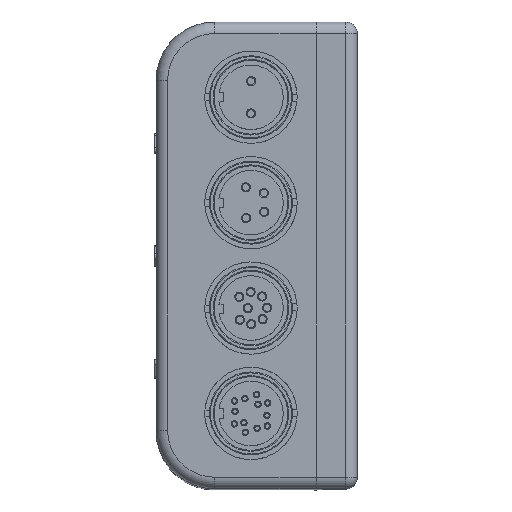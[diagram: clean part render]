
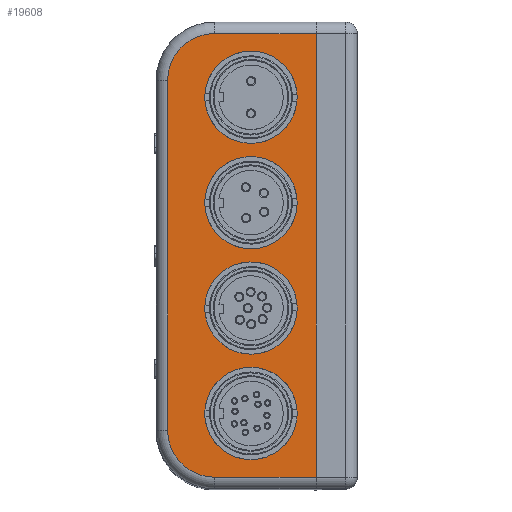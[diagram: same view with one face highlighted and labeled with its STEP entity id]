
A CAD part, top view. The second image highlights one B-rep face of the part: STEP entity #19608.
In plain terms, the highlighted planar face has unit normal (0, 0, 1).
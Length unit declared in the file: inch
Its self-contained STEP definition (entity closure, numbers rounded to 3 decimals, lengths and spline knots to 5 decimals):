
#18290=CARTESIAN_POINT('',(-0.57,-0.975,3.053));
#18291=VERTEX_POINT('',#18290);
#18300=CARTESIAN_POINT('',(0.14,-0.975,3.053));
#18301=VERTEX_POINT('',#18300);
#18302=CARTESIAN_POINT('',(-0.215,-0.975,3.053));
#18303=DIRECTION('',(0.0,0.0,-1.0));
#18304=DIRECTION('',(-1.0,0.0,0.0));
#18305=AXIS2_PLACEMENT_3D('',#18302,#18303,#18304);
#18306=CIRCLE('',#18305,0.355);
#18307=EDGE_CURVE('',#18301,#18291,#18306,.T.);
#18332=CARTESIAN_POINT('',(-0.57,-0.075,3.053));
#18333=VERTEX_POINT('',#18332);
#18342=CARTESIAN_POINT('',(0.14,-0.075,3.053));
#18343=VERTEX_POINT('',#18342);
#18344=CARTESIAN_POINT('',(-0.215,-0.075,3.053));
#18345=DIRECTION('',(0.0,0.0,-1.0));
#18346=DIRECTION('',(-1.0,0.0,0.0));
#18347=AXIS2_PLACEMENT_3D('',#18344,#18345,#18346);
#18348=CIRCLE('',#18347,0.355);
#18349=EDGE_CURVE('',#18343,#18333,#18348,.T.);
#18374=CARTESIAN_POINT('',(-0.57,0.825,3.053));
#18375=VERTEX_POINT('',#18374);
#18384=CARTESIAN_POINT('',(0.14,0.825,3.053));
#18385=VERTEX_POINT('',#18384);
#18386=CARTESIAN_POINT('',(-0.215,0.825,3.053));
#18387=DIRECTION('',(0.0,0.0,-1.0));
#18388=DIRECTION('',(-1.0,0.0,0.0));
#18389=AXIS2_PLACEMENT_3D('',#18386,#18387,#18388);
#18390=CIRCLE('',#18389,0.355);
#18391=EDGE_CURVE('',#18385,#18375,#18390,.T.);
#18416=CARTESIAN_POINT('',(-0.57,1.725,3.053));
#18417=VERTEX_POINT('',#18416);
#18426=CARTESIAN_POINT('',(0.14,1.725,3.053));
#18427=VERTEX_POINT('',#18426);
#18428=CARTESIAN_POINT('',(-0.215,1.725,3.053));
#18429=DIRECTION('',(0.0,0.0,-1.0));
#18430=DIRECTION('',(-1.0,0.0,0.0));
#18431=AXIS2_PLACEMENT_3D('',#18428,#18429,#18430);
#18432=CIRCLE('',#18431,0.355);
#18433=EDGE_CURVE('',#18427,#18417,#18432,.T.);
#19205=CARTESIAN_POINT('',(-0.772,-1.5196,3.053));
#19206=VERTEX_POINT('',#19205);
#19224=CARTESIAN_POINT('',(0.095,-1.5196,3.053));
#19225=VERTEX_POINT('',#19224);
#19233=CARTESIAN_POINT('',(0.095,-1.5196,3.053));
#19234=DIRECTION('',(-1.0,0.0,0.0));
#19235=VECTOR('',#19234,0.867);
#19236=LINE('',#19233,#19235);
#19237=EDGE_CURVE('',#19225,#19206,#19236,.T.);
#19249=CARTESIAN_POINT('',(0.4966,-1.118,3.053));
#19250=VERTEX_POINT('',#19249);
#19258=CARTESIAN_POINT('',(0.095,-1.118,3.053));
#19259=DIRECTION('',(0.0,0.0,-1.));
#19260=DIRECTION('',(0.707,-0.707,0.0));
#19261=AXIS2_PLACEMENT_3D('',#19258,#19259,#19260);
#19262=CIRCLE('',#19261,0.4016);
#19263=EDGE_CURVE('',#19250,#19225,#19262,.T.);
#19283=CARTESIAN_POINT('',(0.4966,1.868,3.053));
#19284=VERTEX_POINT('',#19283);
#19292=CARTESIAN_POINT('',(0.4966,1.868,3.053));
#19293=DIRECTION('',(0.0,-1.0,0.0));
#19294=VECTOR('',#19293,2.986);
#19295=LINE('',#19292,#19294);
#19296=EDGE_CURVE('',#19284,#19250,#19295,.T.);
#19315=CARTESIAN_POINT('',(0.095,2.2696,3.053));
#19316=VERTEX_POINT('',#19315);
#19324=CARTESIAN_POINT('',(0.095,1.868,3.053));
#19325=DIRECTION('',(0.0,0.0,-1.0));
#19326=DIRECTION('',(0.707,0.707,0.0));
#19327=AXIS2_PLACEMENT_3D('',#19324,#19325,#19326);
#19328=CIRCLE('',#19327,0.4016);
#19329=EDGE_CURVE('',#19316,#19284,#19328,.T.);
#19349=CARTESIAN_POINT('',(-0.772,2.2696,3.053));
#19350=VERTEX_POINT('',#19349);
#19358=CARTESIAN_POINT('',(-0.772,2.2696,3.053));
#19359=DIRECTION('',(1.0,0.0,0.0));
#19360=VECTOR('',#19359,0.867);
#19361=LINE('',#19358,#19360);
#19362=EDGE_CURVE('',#19350,#19316,#19361,.T.);
#19532=CARTESIAN_POINT('',(-0.772,2.2696,3.053));
#19533=DIRECTION('',(0.0,-1.0,0.0));
#19534=VECTOR('',#19533,3.7892);
#19535=LINE('',#19532,#19534);
#19536=EDGE_CURVE('',#19350,#19206,#19535,.T.);
#19555=CARTESIAN_POINT('',(0.525,2.368,3.053));
#19556=DIRECTION('',(0.0,0.0,1.0));
#19557=DIRECTION('',(1.0,0.0,0.0));
#19558=AXIS2_PLACEMENT_3D('',#19555,#19556,#19557);
#19559=PLANE('',#19558);
#19560=ORIENTED_EDGE('',*,*,#19362,.F.);
#19561=ORIENTED_EDGE('',*,*,#19536,.T.);
#19562=ORIENTED_EDGE('',*,*,#19237,.F.);
#19563=ORIENTED_EDGE('',*,*,#19263,.F.);
#19564=ORIENTED_EDGE('',*,*,#19296,.F.);
#19565=ORIENTED_EDGE('',*,*,#19329,.F.);
#19566=EDGE_LOOP('',(#19560,#19561,#19562,#19563,#19564,#19565));
#19567=FACE_OUTER_BOUND('',#19566,.T.);
#19568=CARTESIAN_POINT('',(-0.215,1.725,3.053));
#19569=DIRECTION('',(0.0,0.0,-1.0));
#19570=DIRECTION('',(-1.0,0.0,0.0));
#19571=AXIS2_PLACEMENT_3D('',#19568,#19569,#19570);
#19572=CIRCLE('',#19571,0.355);
#19573=EDGE_CURVE('',#18417,#18427,#19572,.T.);
#19574=ORIENTED_EDGE('',*,*,#19573,.T.);
#19575=ORIENTED_EDGE('',*,*,#18433,.T.);
#19576=EDGE_LOOP('',(#19574,#19575));
#19577=FACE_BOUND('',#19576,.T.);
#19578=CARTESIAN_POINT('',(-0.215,0.825,3.053));
#19579=DIRECTION('',(0.0,0.0,-1.0));
#19580=DIRECTION('',(-1.0,0.0,0.0));
#19581=AXIS2_PLACEMENT_3D('',#19578,#19579,#19580);
#19582=CIRCLE('',#19581,0.355);
#19583=EDGE_CURVE('',#18375,#18385,#19582,.T.);
#19584=ORIENTED_EDGE('',*,*,#19583,.T.);
#19585=ORIENTED_EDGE('',*,*,#18391,.T.);
#19586=EDGE_LOOP('',(#19584,#19585));
#19587=FACE_BOUND('',#19586,.T.);
#19588=CARTESIAN_POINT('',(-0.215,-0.075,3.053));
#19589=DIRECTION('',(0.0,0.0,-1.0));
#19590=DIRECTION('',(-1.0,0.0,0.0));
#19591=AXIS2_PLACEMENT_3D('',#19588,#19589,#19590);
#19592=CIRCLE('',#19591,0.355);
#19593=EDGE_CURVE('',#18333,#18343,#19592,.T.);
#19594=ORIENTED_EDGE('',*,*,#19593,.T.);
#19595=ORIENTED_EDGE('',*,*,#18349,.T.);
#19596=EDGE_LOOP('',(#19594,#19595));
#19597=FACE_BOUND('',#19596,.T.);
#19598=CARTESIAN_POINT('',(-0.215,-0.975,3.053));
#19599=DIRECTION('',(0.0,0.0,-1.0));
#19600=DIRECTION('',(-1.0,0.0,0.0));
#19601=AXIS2_PLACEMENT_3D('',#19598,#19599,#19600);
#19602=CIRCLE('',#19601,0.355);
#19603=EDGE_CURVE('',#18291,#18301,#19602,.T.);
#19604=ORIENTED_EDGE('',*,*,#19603,.T.);
#19605=ORIENTED_EDGE('',*,*,#18307,.T.);
#19606=EDGE_LOOP('',(#19604,#19605));
#19607=FACE_BOUND('',#19606,.T.);
#19608=ADVANCED_FACE('',(#19567,#19577,#19587,#19597,#19607),#19559,.T.);
